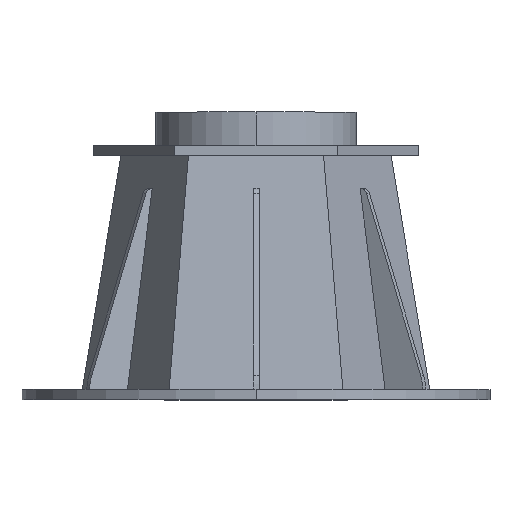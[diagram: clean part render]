
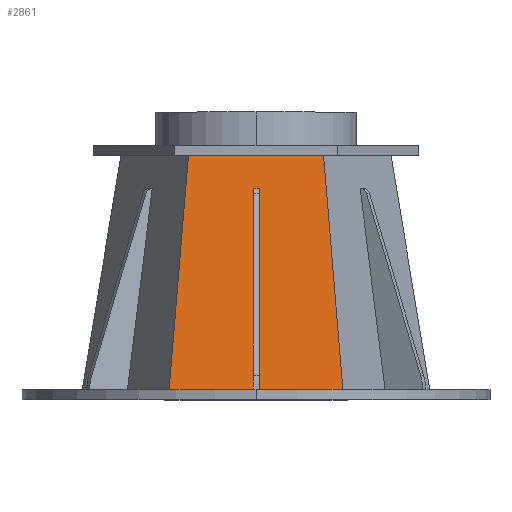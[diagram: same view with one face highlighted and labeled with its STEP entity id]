
A CAD part, top view. The second image highlights one B-rep face of the part: STEP entity #2861.
In plain terms, the highlighted planar face has unit normal (0, 0.141, 0.99).
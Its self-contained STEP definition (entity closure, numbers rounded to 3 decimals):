
#3 = DIRECTION ( 'NONE',  ( 0.081, -0.987, 0.141 ) ) ;
#91 = CARTESIAN_POINT ( 'NONE',  ( -7.5, -230., 364.286 ) ) ;
#134 = EDGE_CURVE ( 'NONE', #864, #2529, #214, .T. ) ;
#199 = EDGE_CURVE ( 'NONE', #2467, #1984, #2283, .T. ) ;
#214 = LINE ( 'NONE', #1088, #2999 ) ;
#232 = CARTESIAN_POINT ( 'NONE',  ( -259.808, -830., 450. ) ) ;
#294 = VECTOR ( 'NONE', #2722, 1000. ) ;
#313 = EDGE_CURVE ( 'NONE', #2866, #1984, #2404, .T. ) ;
#339 = CARTESIAN_POINT ( 'NONE',  ( -7.5, -830., 450. ) ) ;
#370 = PLANE ( 'NONE',  #2421 ) ;
#376 = CARTESIAN_POINT ( 'NONE',  ( 10., -230., 364.286 ) ) ;
#433 = CARTESIAN_POINT ( 'NONE',  ( 10., -830., 450. ) ) ;
#484 = LINE ( 'NONE', #2965, #2065 ) ;
#524 = FACE_OUTER_BOUND ( 'NONE', #714, .T. ) ;
#554 = DIRECTION ( 'NONE',  ( -1., 0., 0. ) ) ;
#560 = CARTESIAN_POINT ( 'NONE',  ( -202.073, -130., 350. ) ) ;
#673 = ORIENTED_EDGE ( 'NONE', *, *, #313, .T. ) ;
#714 = EDGE_LOOP ( 'NONE', ( #1900, #2987, #673, #3069, #3135, #1817, #1901, #2844 ) ) ;
#737 = EDGE_CURVE ( 'NONE', #2718, #2529, #2764, .T. ) ;
#740 = DIRECTION ( 'NONE',  ( -0.081, -0.987, 0.141 ) ) ;
#776 = EDGE_CURVE ( 'NONE', #1482, #1479, #484, .T. ) ;
#802 = LINE ( 'NONE', #855, #3052 ) ;
#804 = DIRECTION ( 'NONE',  ( -1., 0., 0. ) ) ;
#813 = CARTESIAN_POINT ( 'NONE',  ( -7.5, -230., 364.286 ) ) ;
#855 = CARTESIAN_POINT ( 'NONE',  ( 259.808, -830., 450. ) ) ;
#864 = VERTEX_POINT ( 'NONE', #339 ) ;
#999 = LINE ( 'NONE', #3133, #2700 ) ;
#1038 = CARTESIAN_POINT ( 'NONE',  ( 259.808, -830., 450. ) ) ;
#1050 = CARTESIAN_POINT ( 'NONE',  ( 202.073, -130., 350. ) ) ;
#1088 = CARTESIAN_POINT ( 'NONE',  ( 259.808, -830., 450. ) ) ;
#1133 = DIRECTION ( 'NONE',  ( 0., 0.99, -0.141 ) ) ;
#1195 = DIRECTION ( 'NONE',  ( 0., 0.99, -0.141 ) ) ;
#1429 = VECTOR ( 'NONE', #804, 1000. ) ;
#1444 = CARTESIAN_POINT ( 'NONE',  ( 10., -230., 364.286 ) ) ;
#1479 = VERTEX_POINT ( 'NONE', #1038 ) ;
#1482 = VERTEX_POINT ( 'NONE', #1050 ) ;
#1817 = ORIENTED_EDGE ( 'NONE', *, *, #776, .F. ) ;
#1884 = DIRECTION ( 'NONE',  ( 0., -0.141, -0.99 ) ) ;
#1900 = ORIENTED_EDGE ( 'NONE', *, *, #134, .F. ) ;
#1901 = ORIENTED_EDGE ( 'NONE', *, *, #2717, .T. ) ;
#1984 = VERTEX_POINT ( 'NONE', #1444 ) ;
#2065 = VECTOR ( 'NONE', #3, 1000. ) ;
#2090 = CARTESIAN_POINT ( 'NONE',  ( 0., 46.4, 324.8 ) ) ;
#2145 = VECTOR ( 'NONE', #740, 1000. ) ;
#2153 = LINE ( 'NONE', #2269, #1429 ) ;
#2269 = CARTESIAN_POINT ( 'NONE',  ( 202.073, -130., 350. ) ) ;
#2283 = LINE ( 'NONE', #376, #2806 ) ;
#2301 = EDGE_CURVE ( 'NONE', #1479, #2467, #802, .T. ) ;
#2367 = DIRECTION ( 'NONE',  ( 0., 0.99, -0.141 ) ) ;
#2404 = LINE ( 'NONE', #813, #294 ) ;
#2421 = AXIS2_PLACEMENT_3D ( 'NONE', #2090, #1884, #2367 ) ;
#2467 = VERTEX_POINT ( 'NONE', #433 ) ;
#2529 = VERTEX_POINT ( 'NONE', #232 ) ;
#2700 = VECTOR ( 'NONE', #1195, 1000. ) ;
#2717 = EDGE_CURVE ( 'NONE', #1482, #2718, #2153, .T. ) ;
#2718 = VERTEX_POINT ( 'NONE', #560 ) ;
#2722 = DIRECTION ( 'NONE',  ( 1., 0., 0. ) ) ;
#2764 = LINE ( 'NONE', #2919, #2145 ) ;
#2806 = VECTOR ( 'NONE', #1133, 1000. ) ;
#2844 = ORIENTED_EDGE ( 'NONE', *, *, #737, .T. ) ;
#2861 = ADVANCED_FACE ( 'NONE', ( #524 ), #370, .F. ) ;
#2866 = VERTEX_POINT ( 'NONE', #91 ) ;
#2919 = CARTESIAN_POINT ( 'NONE',  ( -202.073, -130., 350. ) ) ;
#2965 = CARTESIAN_POINT ( 'NONE',  ( 202.073, -130., 350. ) ) ;
#2987 = ORIENTED_EDGE ( 'NONE', *, *, #3096, .T. ) ;
#2999 = VECTOR ( 'NONE', #554, 1000. ) ;
#3048 = DIRECTION ( 'NONE',  ( -1., 0., 0. ) ) ;
#3052 = VECTOR ( 'NONE', #3048, 1000. ) ;
#3069 = ORIENTED_EDGE ( 'NONE', *, *, #199, .F. ) ;
#3096 = EDGE_CURVE ( 'NONE', #864, #2866, #999, .T. ) ;
#3133 = CARTESIAN_POINT ( 'NONE',  ( -7.5, -230., 364.286 ) ) ;
#3135 = ORIENTED_EDGE ( 'NONE', *, *, #2301, .F. ) ;
